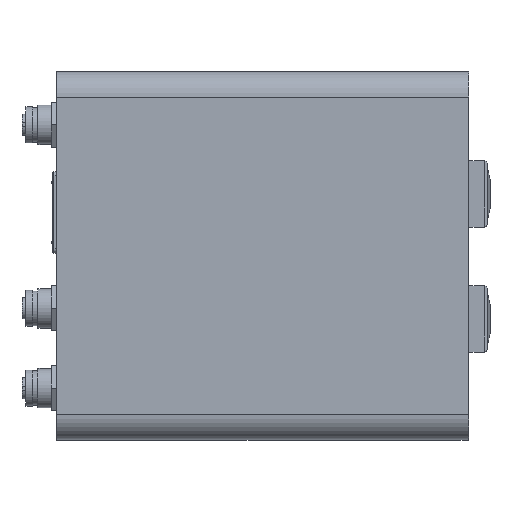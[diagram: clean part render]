
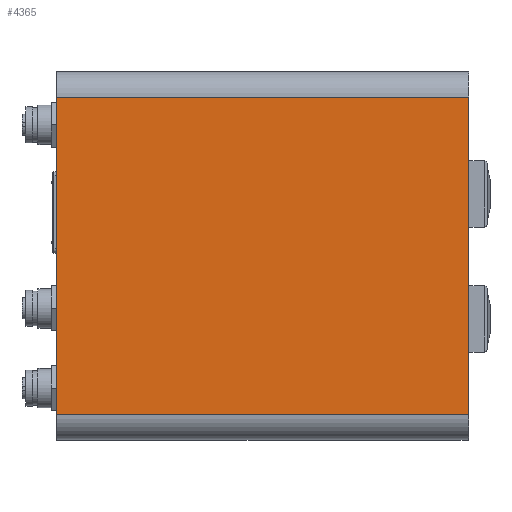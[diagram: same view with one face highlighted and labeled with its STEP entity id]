
A CAD part, top view. The second image highlights one B-rep face of the part: STEP entity #4365.
In plain terms, the highlighted planar face has unit normal (0, 0, 1).
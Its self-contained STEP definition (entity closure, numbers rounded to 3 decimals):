
#513=FACE_OUTER_BOUND('',#803,.T.);
#803=EDGE_LOOP('',(#3684,#3685,#3686,#3687));
#1202=LINE('',#7050,#1628);
#1218=LINE('',#7094,#1644);
#1237=LINE('',#7142,#1663);
#1238=LINE('',#7144,#1664);
#1628=VECTOR('',#5847,1000.);
#1644=VECTOR('',#5879,1000.);
#1663=VECTOR('',#5934,1000.);
#1664=VECTOR('',#5937,1000.);
#2003=VERTEX_POINT('',#7047);
#2004=VERTEX_POINT('',#7049);
#2023=VERTEX_POINT('',#7091);
#2024=VERTEX_POINT('',#7093);
#2546=EDGE_CURVE('',#2004,#2003,#1202,.F.);
#2566=EDGE_CURVE('',#2023,#2024,#1218,.F.);
#2596=EDGE_CURVE('',#2004,#2023,#1237,.T.);
#2597=EDGE_CURVE('',#2003,#2024,#1238,.F.);
#3684=ORIENTED_EDGE('',*,*,#2566,.F.);
#3685=ORIENTED_EDGE('',*,*,#2596,.F.);
#3686=ORIENTED_EDGE('',*,*,#2546,.T.);
#3687=ORIENTED_EDGE('',*,*,#2597,.T.);
#3886=PLANE('',#4763);
#4365=ADVANCED_FACE('',(#513),#3886,.T.);
#4763=AXIS2_PLACEMENT_3D('',#7143,#5935,#5936);
#5847=DIRECTION('',(0.,1.,0.));
#5879=DIRECTION('',(0.,1.,0.));
#5934=DIRECTION('',(1.,0.,0.));
#5935=DIRECTION('center_axis',(0.,0.,
1.));
#5936=DIRECTION('ref_axis',(0.,1.,0.));
#5937=DIRECTION('',(-1.,0.,0.));
#7047=CARTESIAN_POINT('',(-77.5,-59.5,66.5));
#7049=CARTESIAN_POINT('',(-77.5,59.9,66.5));
#7050=CARTESIAN_POINT('',(-77.5,59.9,66.5));
#7091=CARTESIAN_POINT('',(77.5,59.9,66.5));
#7093=CARTESIAN_POINT('',(77.5,-59.5,66.5));
#7094=CARTESIAN_POINT('',(77.5,59.9,66.5));
#7142=CARTESIAN_POINT('',(-77.5,59.9,66.5));
#7143=CARTESIAN_POINT('Origin',(-77.5,59.9,66.5));
#7144=CARTESIAN_POINT('',(-77.5,-59.5,66.5));
